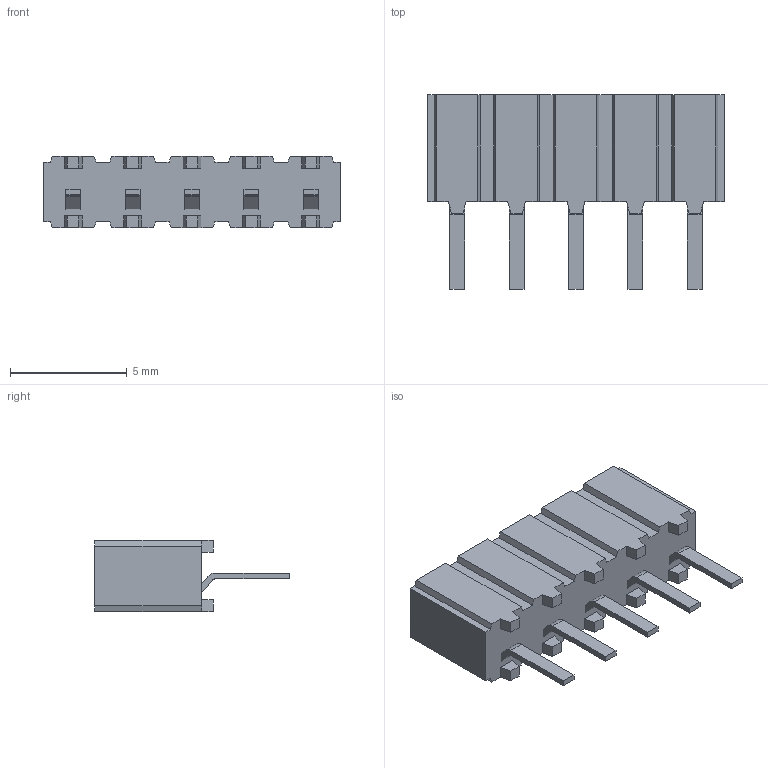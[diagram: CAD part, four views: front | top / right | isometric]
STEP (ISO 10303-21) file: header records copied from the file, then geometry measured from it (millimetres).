
FILE_DESCRIPTION( ( 'STEP AP214' ), ' ' );
FILE_NAME( 'CES-105-01-S-S.stp', '2016-03-05T21:13:02', ( '' ), ( '' ), ' ', 'PARTsolutions', ' ' );
FILE_SCHEMA( ( 'AUTOMOTIVE_DESIGN { 1 0 10303 214 1 1 1 1 }' ) );
Length unit declared in the file: inch
Products named in the file (3): CES-105-01-S-S; _CES-105-01-S_socket; _C-45-01-05-S
Assembly tree (2 placements, depth 2):
  CES-105-01-S-S
    _CES-105-01-S_socket
    _C-45-01-05-S
Bounding box: 12.7 x 8.33 x 3.05 mm (x, y, z)
Volume: 254.5 mm3; surface area: 546.8 mm2
Topology: 2 solids, 2 shells, 187 faces, 504 edges, 336 vertices
Faces by surface type: plane 177, cylinder 10
Entity records: 7308 total; most frequent: CARTESIAN_POINT 1030, ORIENTED_EDGE 1008, DIRECTION 904, EDGE_CURVE 504, LINE 484, VECTOR 484, VERTEX_POINT 336, AXIS2_PLACEMENT_3D 210
